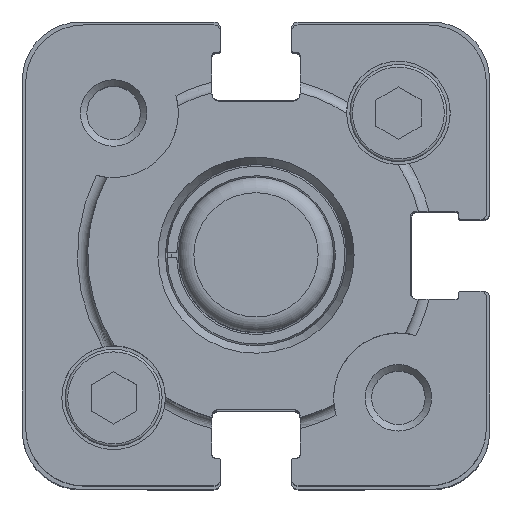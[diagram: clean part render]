
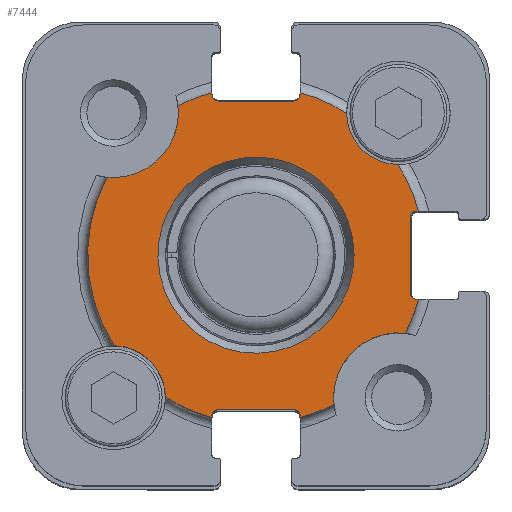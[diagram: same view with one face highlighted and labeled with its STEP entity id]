
A CAD part, top view. The second image highlights one B-rep face of the part: STEP entity #7444.
In plain terms, the highlighted planar face has unit normal (0, 0, 1).
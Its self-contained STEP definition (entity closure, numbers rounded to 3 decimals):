
#5961=CARTESIAN_POINT('',(-11.518,6.027,58.3));
#5962=VERTEX_POINT('',#5961);
#5969=CARTESIAN_POINT('',(-6.027,11.518,58.3));
#5970=VERTEX_POINT('',#5969);
#5971=CARTESIAN_POINT('',(-11.0,11.0,58.3));
#5972=DIRECTION('',(0.0,0.0,-1.0));
#5973=DIRECTION('',(1.0,0.0,0.0));
#5974=AXIS2_PLACEMENT_3D('',#5971,#5972,#5973);
#5975=CIRCLE('',#5974,5.0);
#5976=EDGE_CURVE('',#5970,#5962,#5975,.T.);
#7207=CARTESIAN_POINT('',(0.,7.577,58.3));
#7208=VERTEX_POINT('',#7207);
#7209=CARTESIAN_POINT('',(0.0,0.0,58.3));
#7210=DIRECTION('',(0.0,0.0,1.0));
#7211=DIRECTION('',(0.0,-1.0,0.0));
#7212=AXIS2_PLACEMENT_3D('',#7209,#7210,#7211);
#7213=CIRCLE('',#7212,7.577);
#7214=EDGE_CURVE('',#7208,#7208,#7213,.T.);
#7219=CARTESIAN_POINT('',(0.921,0.,58.3));
#7220=DIRECTION('',(0.0,0.0,1.0));
#7221=DIRECTION('',(1.0,0.0,0.0));
#7222=AXIS2_PLACEMENT_3D('',#7219,#7220,#7221);
#7223=PLANE('',#7222);
#7224=ORIENTED_EDGE('',*,*,#5976,.T.);
#7225=CARTESIAN_POINT('',(-10.954,-7.,58.3));
#7226=VERTEX_POINT('',#7225);
#7227=CARTESIAN_POINT('',(0.0,0.0,58.3));
#7228=DIRECTION('',(0.0,0.0,1.0));
#7229=DIRECTION('',(0.262,-0.965,0.0));
#7230=AXIS2_PLACEMENT_3D('',#7227,#7228,#7229);
#7231=CIRCLE('',#7230,13.);
#7232=EDGE_CURVE('',#5962,#7226,#7231,.T.);
#7233=ORIENTED_EDGE('',*,*,#7232,.T.);
#7234=CARTESIAN_POINT('',(-7.,-10.954,58.3));
#7235=VERTEX_POINT('',#7234);
#7236=CARTESIAN_POINT('',(-11.0,-11.0,58.3));
#7237=DIRECTION('',(0.0,0.0,-1.0));
#7238=DIRECTION('',(1.0,0.0,0.0));
#7239=AXIS2_PLACEMENT_3D('',#7236,#7237,#7238);
#7240=CIRCLE('',#7239,4.0);
#7241=EDGE_CURVE('',#7226,#7235,#7240,.T.);
#7242=ORIENTED_EDGE('',*,*,#7241,.T.);
#7243=CARTESIAN_POINT('',(-3.4,-12.548,58.3));
#7244=VERTEX_POINT('',#7243);
#7245=CARTESIAN_POINT('',(0.0,0.0,58.3));
#7246=DIRECTION('',(0.0,0.0,1.0));
#7247=DIRECTION('',(0.262,-0.965,0.0));
#7248=AXIS2_PLACEMENT_3D('',#7245,#7246,#7247);
#7249=CIRCLE('',#7248,13.);
#7250=EDGE_CURVE('',#7235,#7244,#7249,.T.);
#7251=ORIENTED_EDGE('',*,*,#7250,.T.);
#7252=CARTESIAN_POINT('',(-3.4,-12.4,58.3));
#7253=VERTEX_POINT('',#7252);
#7254=CARTESIAN_POINT('',(-3.4,-12.4,58.3));
#7255=DIRECTION('',(0.0,-1.0,0.0));
#7256=VECTOR('',#7255,0.148);
#7257=LINE('',#7254,#7256);
#7258=EDGE_CURVE('',#7253,#7244,#7257,.T.);
#7259=ORIENTED_EDGE('',*,*,#7258,.F.);
#7260=CARTESIAN_POINT('',(-2.9,-11.9,58.3));
#7261=VERTEX_POINT('',#7260);
#7262=CARTESIAN_POINT('',(-2.9,-12.4,58.3));
#7263=DIRECTION('',(0.0,0.0,1.0));
#7264=DIRECTION('',(0.0,-1.0,0.0));
#7265=AXIS2_PLACEMENT_3D('',#7262,#7263,#7264);
#7266=CIRCLE('',#7265,0.5);
#7267=EDGE_CURVE('',#7261,#7253,#7266,.T.);
#7268=ORIENTED_EDGE('',*,*,#7267,.F.);
#7269=CARTESIAN_POINT('',(2.9,-11.9,58.3));
#7270=VERTEX_POINT('',#7269);
#7271=CARTESIAN_POINT('',(2.9,-11.9,58.3));
#7272=DIRECTION('',(-1.0,0.0,0.0));
#7273=VECTOR('',#7272,5.8);
#7274=LINE('',#7271,#7273);
#7275=EDGE_CURVE('',#7270,#7261,#7274,.T.);
#7276=ORIENTED_EDGE('',*,*,#7275,.F.);
#7277=CARTESIAN_POINT('',(3.4,-12.4,58.3));
#7278=VERTEX_POINT('',#7277);
#7279=CARTESIAN_POINT('',(2.9,-12.4,58.3));
#7280=DIRECTION('',(0.0,0.0,1.0));
#7281=DIRECTION('',(-1.0,0.0,0.0));
#7282=AXIS2_PLACEMENT_3D('',#7279,#7280,#7281);
#7283=CIRCLE('',#7282,0.5);
#7284=EDGE_CURVE('',#7278,#7270,#7283,.T.);
#7285=ORIENTED_EDGE('',*,*,#7284,.F.);
#7286=CARTESIAN_POINT('',(3.4,-12.548,58.3));
#7287=VERTEX_POINT('',#7286);
#7288=CARTESIAN_POINT('',(3.4,-12.548,58.3));
#7289=DIRECTION('',(0.0,1.0,0.0));
#7290=VECTOR('',#7289,0.148);
#7291=LINE('',#7288,#7290);
#7292=EDGE_CURVE('',#7287,#7278,#7291,.T.);
#7293=ORIENTED_EDGE('',*,*,#7292,.F.);
#7294=CARTESIAN_POINT('',(6.027,-11.518,58.3));
#7295=VERTEX_POINT('',#7294);
#7296=CARTESIAN_POINT('',(0.0,0.0,58.3));
#7297=DIRECTION('',(0.0,0.0,1.0));
#7298=DIRECTION('',(-0.262,0.965,0.0));
#7299=AXIS2_PLACEMENT_3D('',#7296,#7297,#7298);
#7300=CIRCLE('',#7299,13.);
#7301=EDGE_CURVE('',#7287,#7295,#7300,.T.);
#7302=ORIENTED_EDGE('',*,*,#7301,.T.);
#7303=CARTESIAN_POINT('',(11.518,-6.027,58.3));
#7304=VERTEX_POINT('',#7303);
#7305=CARTESIAN_POINT('',(11.0,-11.0,58.3));
#7306=DIRECTION('',(0.0,0.0,-1.0));
#7307=DIRECTION('',(1.0,0.0,0.0));
#7308=AXIS2_PLACEMENT_3D('',#7305,#7306,#7307);
#7309=CIRCLE('',#7308,5.0);
#7310=EDGE_CURVE('',#7295,#7304,#7309,.T.);
#7311=ORIENTED_EDGE('',*,*,#7310,.T.);
#7312=CARTESIAN_POINT('',(12.548,-3.4,58.3));
#7313=VERTEX_POINT('',#7312);
#7314=CARTESIAN_POINT('',(0.0,0.0,58.3));
#7315=DIRECTION('',(0.0,0.0,1.0));
#7316=DIRECTION('',(-0.262,0.965,0.0));
#7317=AXIS2_PLACEMENT_3D('',#7314,#7315,#7316);
#7318=CIRCLE('',#7317,13.);
#7319=EDGE_CURVE('',#7304,#7313,#7318,.T.);
#7320=ORIENTED_EDGE('',*,*,#7319,.T.);
#7321=CARTESIAN_POINT('',(12.4,-3.4,58.3));
#7322=VERTEX_POINT('',#7321);
#7323=CARTESIAN_POINT('',(12.4,-3.4,58.3));
#7324=DIRECTION('',(1.0,0.0,0.0));
#7325=VECTOR('',#7324,0.148);
#7326=LINE('',#7323,#7325);
#7327=EDGE_CURVE('',#7322,#7313,#7326,.T.);
#7328=ORIENTED_EDGE('',*,*,#7327,.F.);
#7329=CARTESIAN_POINT('',(11.9,-2.9,58.3));
#7330=VERTEX_POINT('',#7329);
#7331=CARTESIAN_POINT('',(12.4,-2.9,58.3));
#7332=DIRECTION('',(0.0,0.0,1.0));
#7333=DIRECTION('',(1.0,0.0,0.0));
#7334=AXIS2_PLACEMENT_3D('',#7331,#7332,#7333);
#7335=CIRCLE('',#7334,0.5);
#7336=EDGE_CURVE('',#7330,#7322,#7335,.T.);
#7337=ORIENTED_EDGE('',*,*,#7336,.F.);
#7338=CARTESIAN_POINT('',(11.9,2.9,58.3));
#7339=VERTEX_POINT('',#7338);
#7340=CARTESIAN_POINT('',(11.9,2.9,58.3));
#7341=DIRECTION('',(0.0,-1.0,0.0));
#7342=VECTOR('',#7341,5.8);
#7343=LINE('',#7340,#7342);
#7344=EDGE_CURVE('',#7339,#7330,#7343,.T.);
#7345=ORIENTED_EDGE('',*,*,#7344,.F.);
#7346=CARTESIAN_POINT('',(12.4,3.4,58.3));
#7347=VERTEX_POINT('',#7346);
#7348=CARTESIAN_POINT('',(12.4,2.9,58.3));
#7349=DIRECTION('',(0.0,0.0,1.0));
#7350=DIRECTION('',(0.0,-1.0,0.0));
#7351=AXIS2_PLACEMENT_3D('',#7348,#7349,#7350);
#7352=CIRCLE('',#7351,0.5);
#7353=EDGE_CURVE('',#7347,#7339,#7352,.T.);
#7354=ORIENTED_EDGE('',*,*,#7353,.F.);
#7355=CARTESIAN_POINT('',(12.548,3.4,58.3));
#7356=VERTEX_POINT('',#7355);
#7357=CARTESIAN_POINT('',(12.548,3.4,58.3));
#7358=DIRECTION('',(-1.0,0.0,0.0));
#7359=VECTOR('',#7358,0.148);
#7360=LINE('',#7357,#7359);
#7361=EDGE_CURVE('',#7356,#7347,#7360,.T.);
#7362=ORIENTED_EDGE('',*,*,#7361,.F.);
#7363=CARTESIAN_POINT('',(10.954,7.,58.3));
#7364=VERTEX_POINT('',#7363);
#7365=CARTESIAN_POINT('',(0.0,0.0,58.3));
#7366=DIRECTION('',(0.0,0.0,1.0));
#7367=DIRECTION('',(-0.262,0.965,0.0));
#7368=AXIS2_PLACEMENT_3D('',#7365,#7366,#7367);
#7369=CIRCLE('',#7368,13.);
#7370=EDGE_CURVE('',#7356,#7364,#7369,.T.);
#7371=ORIENTED_EDGE('',*,*,#7370,.T.);
#7372=CARTESIAN_POINT('',(7.,10.954,58.3));
#7373=VERTEX_POINT('',#7372);
#7374=CARTESIAN_POINT('',(11.0,11.0,58.3));
#7375=DIRECTION('',(0.0,0.0,-1.0));
#7376=DIRECTION('',(1.0,0.0,0.0));
#7377=AXIS2_PLACEMENT_3D('',#7374,#7375,#7376);
#7378=CIRCLE('',#7377,4.0);
#7379=EDGE_CURVE('',#7364,#7373,#7378,.T.);
#7380=ORIENTED_EDGE('',*,*,#7379,.T.);
#7381=CARTESIAN_POINT('',(3.4,12.548,58.3));
#7382=VERTEX_POINT('',#7381);
#7383=CARTESIAN_POINT('',(0.0,0.0,58.3));
#7384=DIRECTION('',(0.0,0.0,1.0));
#7385=DIRECTION('',(-0.262,0.965,0.0));
#7386=AXIS2_PLACEMENT_3D('',#7383,#7384,#7385);
#7387=CIRCLE('',#7386,13.);
#7388=EDGE_CURVE('',#7373,#7382,#7387,.T.);
#7389=ORIENTED_EDGE('',*,*,#7388,.T.);
#7390=CARTESIAN_POINT('',(3.4,12.4,58.3));
#7391=VERTEX_POINT('',#7390);
#7392=CARTESIAN_POINT('',(3.4,12.4,58.3));
#7393=DIRECTION('',(0.0,1.0,0.0));
#7394=VECTOR('',#7393,0.148);
#7395=LINE('',#7392,#7394);
#7396=EDGE_CURVE('',#7391,#7382,#7395,.T.);
#7397=ORIENTED_EDGE('',*,*,#7396,.F.);
#7398=CARTESIAN_POINT('',(2.9,11.9,58.3));
#7399=VERTEX_POINT('',#7398);
#7400=CARTESIAN_POINT('',(2.9,12.4,58.3));
#7401=DIRECTION('',(0.0,0.0,1.0));
#7402=DIRECTION('',(0.0,1.0,0.0));
#7403=AXIS2_PLACEMENT_3D('',#7400,#7401,#7402);
#7404=CIRCLE('',#7403,0.5);
#7405=EDGE_CURVE('',#7399,#7391,#7404,.T.);
#7406=ORIENTED_EDGE('',*,*,#7405,.F.);
#7407=CARTESIAN_POINT('',(-2.9,11.9,58.3));
#7408=VERTEX_POINT('',#7407);
#7409=CARTESIAN_POINT('',(-2.9,11.9,58.3));
#7410=DIRECTION('',(1.0,0.0,0.0));
#7411=VECTOR('',#7410,5.8);
#7412=LINE('',#7409,#7411);
#7413=EDGE_CURVE('',#7408,#7399,#7412,.T.);
#7414=ORIENTED_EDGE('',*,*,#7413,.F.);
#7415=CARTESIAN_POINT('',(-3.4,12.4,58.3));
#7416=VERTEX_POINT('',#7415);
#7417=CARTESIAN_POINT('',(-2.9,12.4,58.3));
#7418=DIRECTION('',(0.0,0.0,1.0));
#7419=DIRECTION('',(1.0,0.0,0.0));
#7420=AXIS2_PLACEMENT_3D('',#7417,#7418,#7419);
#7421=CIRCLE('',#7420,0.5);
#7422=EDGE_CURVE('',#7416,#7408,#7421,.T.);
#7423=ORIENTED_EDGE('',*,*,#7422,.F.);
#7424=CARTESIAN_POINT('',(-3.4,12.548,58.3));
#7425=VERTEX_POINT('',#7424);
#7426=CARTESIAN_POINT('',(-3.4,12.548,58.3));
#7427=DIRECTION('',(0.0,-1.0,0.0));
#7428=VECTOR('',#7427,0.148);
#7429=LINE('',#7426,#7428);
#7430=EDGE_CURVE('',#7425,#7416,#7429,.T.);
#7431=ORIENTED_EDGE('',*,*,#7430,.F.);
#7432=CARTESIAN_POINT('',(0.0,0.0,58.3));
#7433=DIRECTION('',(0.0,0.0,1.0));
#7434=DIRECTION('',(0.262,-0.965,0.0));
#7435=AXIS2_PLACEMENT_3D('',#7432,#7433,#7434);
#7436=CIRCLE('',#7435,13.);
#7437=EDGE_CURVE('',#7425,#5970,#7436,.T.);
#7438=ORIENTED_EDGE('',*,*,#7437,.T.);
#7439=EDGE_LOOP('',(#7224,#7233,#7242,#7251,#7259,#7268,#7276,#7285,#7293,#7302,#7311,#7320,#7328,#7337,#7345,#7354,#7362,#7371,#7380,#7389,#7397,#7406,#7414,#7423,#7431,#7438));
#7440=FACE_OUTER_BOUND('',#7439,.T.);
#7441=ORIENTED_EDGE('',*,*,#7214,.F.);
#7442=EDGE_LOOP('',(#7441));
#7443=FACE_BOUND('',#7442,.T.);
#7444=ADVANCED_FACE('',(#7440,#7443),#7223,.T.);
